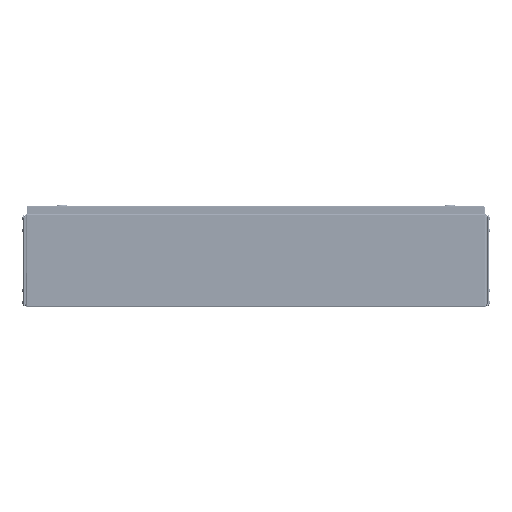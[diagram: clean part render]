
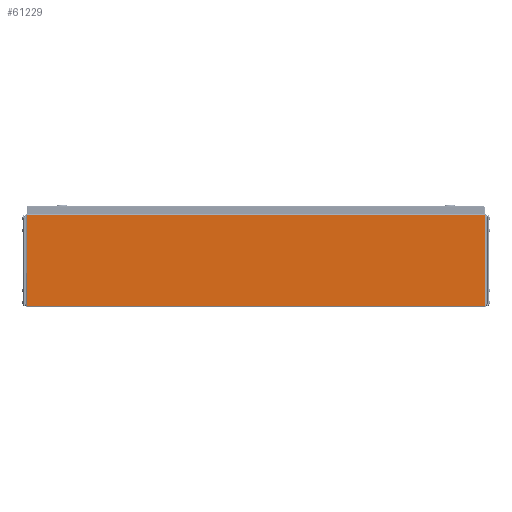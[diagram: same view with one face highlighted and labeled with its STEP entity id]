
A CAD part, left-side view. The second image highlights one B-rep face of the part: STEP entity #61229.
In plain terms, the highlighted planar face has unit normal (-1, 0, 0).
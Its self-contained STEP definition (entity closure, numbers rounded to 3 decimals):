
#2824 = CARTESIAN_POINT ( 'NONE',  ( -400., -570.5, 227.5 ) ) ;
#3116 = LINE ( 'NONE', #57124, #41615 ) ;
#4543 = DIRECTION ( 'NONE',  ( 0., 1., 0. ) ) ;
#5615 = DIRECTION ( 'NONE',  ( 0., 0., 1. ) ) ;
#8888 = FACE_OUTER_BOUND ( 'NONE', #66336, .T. ) ;
#9771 = DIRECTION ( 'NONE',  ( 1., 0., 0. ) ) ;
#12905 = VECTOR ( 'NONE', #4543, 1000. ) ;
#20189 = CARTESIAN_POINT ( 'NONE',  ( -400., 570.5, 1. ) ) ;
#20725 = CARTESIAN_POINT ( 'NONE',  ( -400., 570.5, 227.5 ) ) ;
#21368 = CARTESIAN_POINT ( 'NONE',  ( -400., 570.5, 0. ) ) ;
#22045 = VERTEX_POINT ( 'NONE', #20189 ) ;
#26220 = LINE ( 'NONE', #72675, #12905 ) ;
#33082 = LINE ( 'NONE', #66234, #50943 ) ;
#35468 = CARTESIAN_POINT ( 'NONE',  ( -400., 0., 0. ) ) ;
#39359 = VERTEX_POINT ( 'NONE', #20725 ) ;
#41615 = VECTOR ( 'NONE', #83224, 1000. ) ;
#42537 = PLANE ( 'NONE',  #49318 ) ;
#43481 = EDGE_CURVE ( 'NONE', #63343, #39359, #3116, .T. ) ;
#49318 = AXIS2_PLACEMENT_3D ( 'NONE', #35468, #9771, #69956 ) ;
#50943 = VECTOR ( 'NONE', #5615, 1000. ) ;
#56755 = LINE ( 'NONE', #21368, #82466 ) ;
#57124 = CARTESIAN_POINT ( 'NONE',  ( -400., -570.5, 227.5 ) ) ;
#57140 = EDGE_CURVE ( 'NONE', #59799, #63343, #33082, .T. ) ;
#57583 = ORIENTED_EDGE ( 'NONE', *, *, #65233, .F. ) ;
#59799 = VERTEX_POINT ( 'NONE', #73558 ) ;
#61229 = ADVANCED_FACE ( 'NONE', ( #8888 ), #42537, .F. ) ;
#62953 = ORIENTED_EDGE ( 'NONE', *, *, #71198, .T. ) ;
#63343 = VERTEX_POINT ( 'NONE', #2824 ) ;
#65233 = EDGE_CURVE ( 'NONE', #59799, #22045, #26220, .T. ) ;
#66234 = CARTESIAN_POINT ( 'NONE',  ( -400., -570.5, 0. ) ) ;
#66336 = EDGE_LOOP ( 'NONE', ( #78012, #62953, #57583, #77875 ) ) ;
#69956 = DIRECTION ( 'NONE',  ( 0., 0., -1. ) ) ;
#70460 = DIRECTION ( 'NONE',  ( 0., 0., -1. ) ) ;
#71198 = EDGE_CURVE ( 'NONE', #39359, #22045, #56755, .T. ) ;
#72675 = CARTESIAN_POINT ( 'NONE',  ( -400., 570.5, 1. ) ) ;
#73558 = CARTESIAN_POINT ( 'NONE',  ( -400., -570.5, 1. ) ) ;
#77875 = ORIENTED_EDGE ( 'NONE', *, *, #57140, .T. ) ;
#78012 = ORIENTED_EDGE ( 'NONE', *, *, #43481, .T. ) ;
#82466 = VECTOR ( 'NONE', #70460, 1000. ) ;
#83224 = DIRECTION ( 'NONE',  ( 0., 1., 0. ) ) ;
